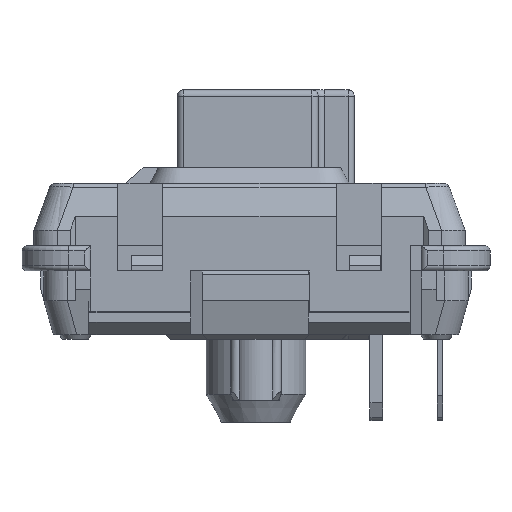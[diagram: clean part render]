
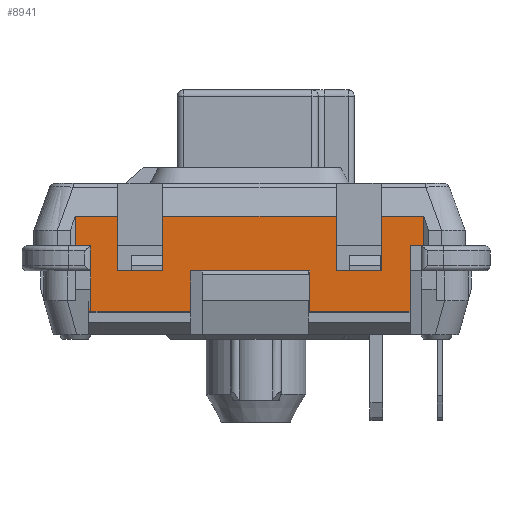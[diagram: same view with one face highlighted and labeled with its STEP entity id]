
A CAD part, left-side view. The second image highlights one B-rep face of the part: STEP entity #8941.
In plain terms, the highlighted planar face has unit normal (-1, 0, 0).
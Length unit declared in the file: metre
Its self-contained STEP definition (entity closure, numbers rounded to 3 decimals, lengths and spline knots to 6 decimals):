
#627=FACE_OUTER_BOUND('',#1135,.T.);
#1135=EDGE_LOOP('',(#7763,#7764,#7765,#7766,#7767,#7768,#7769,#7770,#7771,
#7772,#7773,#7774,#7775,#7776,#7777,#7778,#7779,#7780,#7781,#7782));
#2131=LINE('',#14434,#3147);
#2217=LINE('',#14846,#3233);
#2327=LINE('',#15106,#3343);
#2340=LINE('',#15127,#3356);
#2364=LINE('',#15172,#3380);
#2368=LINE('',#15179,#3384);
#2373=LINE('',#15189,#3389);
#2374=LINE('',#15191,#3390);
#2375=LINE('',#15193,#3391);
#2376=LINE('',#15195,#3392);
#2377=LINE('',#15197,#3393);
#2378=LINE('',#15199,#3394);
#2379=LINE('',#15201,#3395);
#2380=LINE('',#15203,#3396);
#2381=LINE('',#15205,#3397);
#2382=LINE('',#15206,#3398);
#2383=LINE('',#15207,#3399);
#2384=LINE('',#15209,#3400);
#2385=LINE('',#15211,#3401);
#2386=LINE('',#15212,#3402);
#3147=VECTOR('',#11361,1.);
#3233=VECTOR('',#11509,0.01);
#3343=VECTOR('',#11765,1.);
#3356=VECTOR('',#11778,1.);
#3380=VECTOR('',#11810,1.);
#3384=VECTOR('',#11816,1.);
#3389=VECTOR('',#11827,1.);
#3390=VECTOR('',#11828,1.);
#3391=VECTOR('',#11829,0.01);
#3392=VECTOR('',#11830,1.);
#3393=VECTOR('',#11831,1.);
#3394=VECTOR('',#11832,1.);
#3395=VECTOR('',#11833,0.01);
#3396=VECTOR('',#11834,1.);
#3397=VECTOR('',#11835,1.);
#3398=VECTOR('',#11836,1.);
#3399=VECTOR('',#11837,1.);
#3400=VECTOR('',#11838,1.);
#3401=VECTOR('',#11839,1.);
#3402=VECTOR('',#11840,1.);
#4099=VERTEX_POINT('',#14432);
#4100=VERTEX_POINT('',#14433);
#4180=VERTEX_POINT('',#14843);
#4181=VERTEX_POINT('',#14845);
#4258=VERTEX_POINT('',#15105);
#4265=VERTEX_POINT('',#15124);
#4266=VERTEX_POINT('',#15126);
#4283=VERTEX_POINT('',#15170);
#4285=VERTEX_POINT('',#15178);
#4287=VERTEX_POINT('',#15188);
#4288=VERTEX_POINT('',#15190);
#4289=VERTEX_POINT('',#15192);
#4290=VERTEX_POINT('',#15194);
#4291=VERTEX_POINT('',#15196);
#4292=VERTEX_POINT('',#15198);
#4293=VERTEX_POINT('',#15200);
#4294=VERTEX_POINT('',#15202);
#4295=VERTEX_POINT('',#15204);
#4296=VERTEX_POINT('',#15208);
#4297=VERTEX_POINT('',#15210);
#5208=EDGE_CURVE('',#4099,#4100,#2131,.T.);
#5314=EDGE_CURVE('',#4181,#4180,#2217,.T.);
#5444=EDGE_CURVE('',#4258,#4100,#2327,.T.);
#5457=EDGE_CURVE('',#4266,#4265,#2340,.T.);
#5481=EDGE_CURVE('',#4283,#4099,#2364,.T.);
#5485=EDGE_CURVE('',#4266,#4285,#2368,.T.);
#5490=EDGE_CURVE('',#4285,#4287,#2373,.T.);
#5491=EDGE_CURVE('',#4288,#4265,#2374,.T.);
#5492=EDGE_CURVE('',#4288,#4289,#2375,.T.);
#5493=EDGE_CURVE('',#4290,#4289,#2376,.T.);
#5494=EDGE_CURVE('',#4291,#4290,#2377,.T.);
#5495=EDGE_CURVE('',#4292,#4291,#2378,.T.);
#5496=EDGE_CURVE('',#4292,#4293,#2379,.T.);
#5497=EDGE_CURVE('',#4294,#4293,#2380,.T.);
#5498=EDGE_CURVE('',#4295,#4294,#2381,.T.);
#5499=EDGE_CURVE('',#4181,#4295,#2382,.T.);
#5500=EDGE_CURVE('',#4258,#4180,#2383,.T.);
#5501=EDGE_CURVE('',#4296,#4283,#2384,.T.);
#5502=EDGE_CURVE('',#4296,#4297,#2385,.T.);
#5503=EDGE_CURVE('',#4287,#4297,#2386,.T.);
#7763=ORIENTED_EDGE('',*,*,#5490,.F.);
#7764=ORIENTED_EDGE('',*,*,#5485,.F.);
#7765=ORIENTED_EDGE('',*,*,#5457,.T.);
#7766=ORIENTED_EDGE('',*,*,#5491,.F.);
#7767=ORIENTED_EDGE('',*,*,#5492,.T.);
#7768=ORIENTED_EDGE('',*,*,#5493,.F.);
#7769=ORIENTED_EDGE('',*,*,#5494,.F.);
#7770=ORIENTED_EDGE('',*,*,#5495,.F.);
#7771=ORIENTED_EDGE('',*,*,#5496,.T.);
#7772=ORIENTED_EDGE('',*,*,#5497,.F.);
#7773=ORIENTED_EDGE('',*,*,#5498,.F.);
#7774=ORIENTED_EDGE('',*,*,#5499,.F.);
#7775=ORIENTED_EDGE('',*,*,#5314,.T.);
#7776=ORIENTED_EDGE('',*,*,#5500,.F.);
#7777=ORIENTED_EDGE('',*,*,#5444,.T.);
#7778=ORIENTED_EDGE('',*,*,#5208,.F.);
#7779=ORIENTED_EDGE('',*,*,#5481,.F.);
#7780=ORIENTED_EDGE('',*,*,#5501,.F.);
#7781=ORIENTED_EDGE('',*,*,#5502,.T.);
#7782=ORIENTED_EDGE('',*,*,#5503,.F.);
#8469=PLANE('',#9681);
#8941=ADVANCED_FACE('',(#627),#8469,.T.);
#9681=AXIS2_PLACEMENT_3D('',#15187,#11825,#11826);
#11361=DIRECTION('',(0.,0.,1.));
#11509=DIRECTION('',(0.,1.,0.));
#11765=DIRECTION('',(0.,-1.,0.));
#11778=DIRECTION('',(0.,-1.,0.));
#11810=DIRECTION('',(0.,1.,0.));
#11816=DIRECTION('',(0.,0.,-1.));
#11825=DIRECTION('center_axis',(-1.,0.,0.));
#11826=DIRECTION('ref_axis',(0.,0.,1.));
#11827=DIRECTION('',(0.,1.,0.));
#11828=DIRECTION('',(0.,0.,-1.));
#11829=DIRECTION('',(0.,1.,0.));
#11830=DIRECTION('',(0.,0.,1.));
#11831=DIRECTION('',(0.,-1.,0.));
#11832=DIRECTION('',(0.,0.,-1.));
#11833=DIRECTION('',(0.,1.,0.));
#11834=DIRECTION('',(0.,0.,1.));
#11835=DIRECTION('',(0.,-1.,0.));
#11836=DIRECTION('',(0.,0.,-1.));
#11837=DIRECTION('',(0.,0.,1.));
#11838=DIRECTION('',(0.,0.,-1.));
#11839=DIRECTION('',(0.,-1.,0.));
#11840=DIRECTION('',(0.,0.,1.));
#14432=CARTESIAN_POINT('',(-0.006749,0.005145,-0.001304));
#14433=CARTESIAN_POINT('',(-0.006749,0.005145,0.0008));
#14434=CARTESIAN_POINT('',(-0.006749,0.005145,0.0008));
#14843=CARTESIAN_POINT('',(-0.006749,0.005582,0.001742));
#14845=CARTESIAN_POINT('',(-0.006749,0.004222,0.001742));
#14846=CARTESIAN_POINT('',(-0.006749,0.005872,0.001742));
#15105=CARTESIAN_POINT('',(-0.006749,0.005582,0.0008));
#15106=CARTESIAN_POINT('',(-0.006749,0.005582,0.0008));
#15124=CARTESIAN_POINT('',(-0.006749,-0.005582,0.0008));
#15126=CARTESIAN_POINT('',(-0.006749,-0.005145,0.0008));
#15127=CARTESIAN_POINT('',(-0.006749,0.005582,0.0008));
#15170=CARTESIAN_POINT('',(-0.006749,0.001878,-0.001304));
#15172=CARTESIAN_POINT('',(-0.006749,0.005582,-0.001304));
#15178=CARTESIAN_POINT('',(-0.006749,-0.005145,-0.001304));
#15179=CARTESIAN_POINT('',(-0.006749,-0.005145,-0.002054));
#15187=CARTESIAN_POINT('Origin',(-0.006749,0.005582,
0.001742));
#15188=CARTESIAN_POINT('',(-0.006749,-0.001878,-0.001304));
#15189=CARTESIAN_POINT('',(-0.006749,0.005582,-0.001304));
#15190=CARTESIAN_POINT('',(-0.006749,-0.005582,0.001742));
#15191=CARTESIAN_POINT('',(-0.006749,-0.005582,0.001742));
#15192=CARTESIAN_POINT('',(-0.006749,-0.004222,0.001742));
#15193=CARTESIAN_POINT('',(-0.006749,0.000623,0.001742));
#15194=CARTESIAN_POINT('',(-0.006749,-0.004222,0.));
#15195=CARTESIAN_POINT('',(-0.006749,-0.004222,0.0028));
#15196=CARTESIAN_POINT('',(-0.006749,-0.002781,0.));
#15197=CARTESIAN_POINT('',(-0.006749,0.001878,0.));
#15198=CARTESIAN_POINT('',(-0.006749,-0.002781,0.001742));
#15199=CARTESIAN_POINT('',(-0.006749,-0.002781,0.0028));
#15200=CARTESIAN_POINT('',(-0.006749,0.002781,0.001742));
#15201=CARTESIAN_POINT('',(-0.006749,0.004278,0.001742));
#15202=CARTESIAN_POINT('',(-0.006749,0.002781,0.));
#15203=CARTESIAN_POINT('',(-0.006749,0.002781,0.0028));
#15204=CARTESIAN_POINT('',(-0.006749,0.004222,0.));
#15205=CARTESIAN_POINT('',(-0.006749,0.001878,0.));
#15206=CARTESIAN_POINT('',(-0.006749,0.004222,0.0028));
#15207=CARTESIAN_POINT('',(-0.006749,0.005582,0.001742));
#15208=CARTESIAN_POINT('',(-0.006749,0.001878,0.));
#15209=CARTESIAN_POINT('',(-0.006749,0.001878,0.));
#15210=CARTESIAN_POINT('',(-0.006749,-0.001878,0.));
#15211=CARTESIAN_POINT('',(-0.006749,0.005582,0.));
#15212=CARTESIAN_POINT('',(-0.006749,-0.001878,0.));
